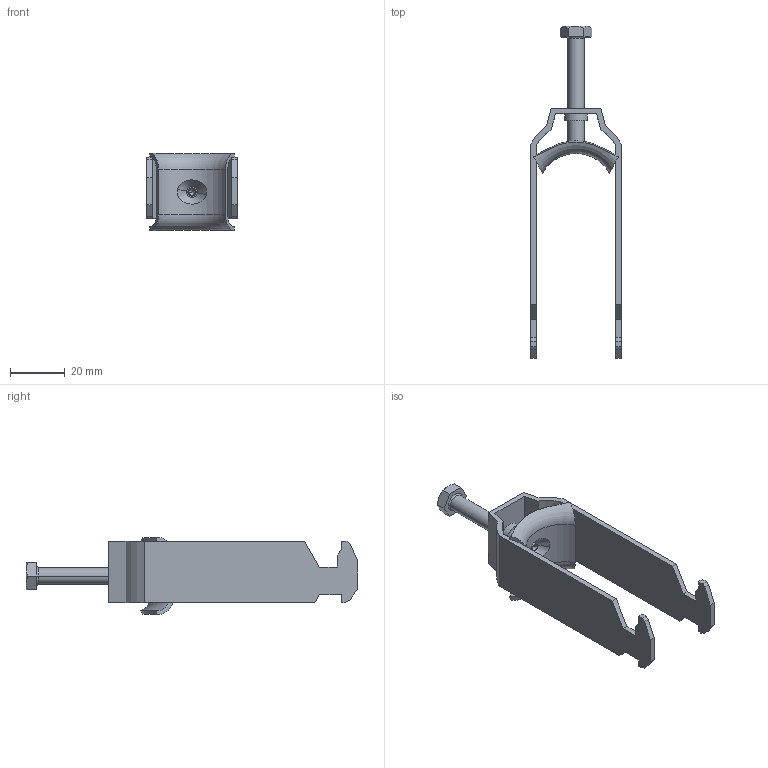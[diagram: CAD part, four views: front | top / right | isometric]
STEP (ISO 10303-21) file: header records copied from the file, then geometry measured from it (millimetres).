
FILE_DESCRIPTION (( 'STEP AP214' ), '1' );
FILE_NAME ('1186023.STEP', '2023-09-05T09:25:46', ( '' ), ( '' ), 'SwSTEP 2.0', 'SolidWorks 2022', '' );
FILE_SCHEMA (( 'AUTOMOTIVE_DESIGN' ));
Length unit declared in the file: millimetre
Products named in the file (4): 203432_Standard; 1186023; 142951_M6 x 38; 157094_2fach_2Fach
Assembly tree (3 placements, depth 2):
  1186023
    157094_2fach_2Fach
    142951_M6 x 38
    203432_Standard
Bounding box: 33 x 121 x 28.26 mm (x, y, z)
Volume: 11352.6 mm3; surface area: 12865.7 mm2
Topology: 3 solids, 3 shells, 246 faces, 646 edges, 428 vertices
Faces by surface type: plane 137, bspline 57, cylinder 34, cone 10, torus 8
Entity records: 13098 total; most frequent: CARTESIAN_POINT 6771, ORIENTED_EDGE 1284, DIRECTION 970, EDGE_CURVE 642, VERTEX_POINT 428, VECTOR 380, LINE 380, AXIS2_PLACEMENT_3D 295
